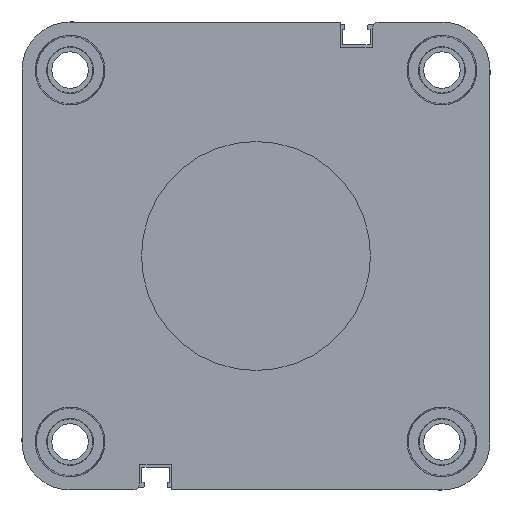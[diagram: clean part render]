
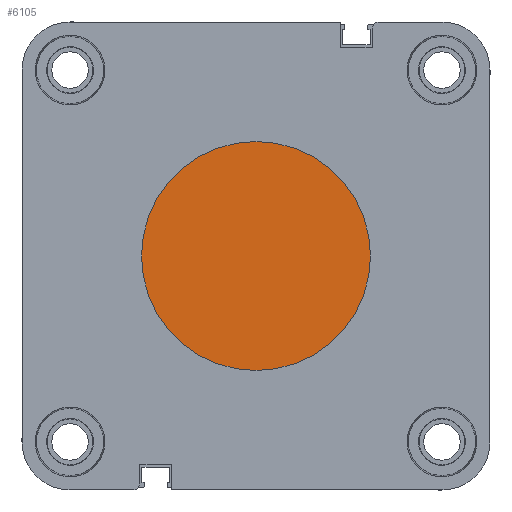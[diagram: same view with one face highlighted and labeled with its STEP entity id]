
A CAD part, left-side view. The second image highlights one B-rep face of the part: STEP entity #6105.
In plain terms, the highlighted planar face has unit normal (-1, 0, 0).
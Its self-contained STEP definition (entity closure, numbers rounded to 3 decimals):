
#102 = ORIENTED_EDGE ( 'NONE', *, *, #4854, .T. ) ;
#225 = AXIS2_PLACEMENT_3D ( 'NONE', #13490, #13086, #12619 ) ;
#295 = CARTESIAN_POINT ( 'NONE',  ( 0., 0., 27.4 ) ) ;
#582 = DIRECTION ( 'NONE',  ( 0., 0., 1. ) ) ;
#1923 = PLANE ( 'NONE',  #12849 ) ;
#2443 = EDGE_LOOP ( 'NONE', ( #11186, #102 ) ) ;
#2747 = VERTEX_POINT ( 'NONE', #295 ) ;
#2893 = FACE_OUTER_BOUND ( 'NONE', #2443, .T. ) ;
#2898 = DIRECTION ( 'NONE',  ( 0., 0., 1. ) ) ;
#3183 = AXIS2_PLACEMENT_3D ( 'NONE', #12260, #9999, #582 ) ;
#4854 = EDGE_CURVE ( 'NONE', #6836, #2747, #9099, .T. ) ;
#6080 = EDGE_CURVE ( 'NONE', #2747, #6836, #8905, .T. ) ;
#6105 = ADVANCED_FACE ( 'NONE', ( #2893 ), #1923, .T. ) ;
#6836 = VERTEX_POINT ( 'NONE', #12788 ) ;
#8905 = CIRCLE ( 'NONE', #3183, 27.4 ) ;
#9099 = CIRCLE ( 'NONE', #225, 27.4 ) ;
#9851 = CARTESIAN_POINT ( 'NONE',  ( 0., 0., 0. ) ) ;
#9999 = DIRECTION ( 'NONE',  ( -1., 0., 0. ) ) ;
#11186 = ORIENTED_EDGE ( 'NONE', *, *, #6080, .T. ) ;
#12260 = CARTESIAN_POINT ( 'NONE',  ( 0., 0., 0. ) ) ;
#12619 = DIRECTION ( 'NONE',  ( 0., 0., 1. ) ) ;
#12788 = CARTESIAN_POINT ( 'NONE',  ( 0., 0., -27.4 ) ) ;
#12849 = AXIS2_PLACEMENT_3D ( 'NONE', #9851, #13444, #2898 ) ;
#13086 = DIRECTION ( 'NONE',  ( -1., 0., 0. ) ) ;
#13444 = DIRECTION ( 'NONE',  ( -1., 0., 0. ) ) ;
#13490 = CARTESIAN_POINT ( 'NONE',  ( 0., 0., 0. ) ) ;
